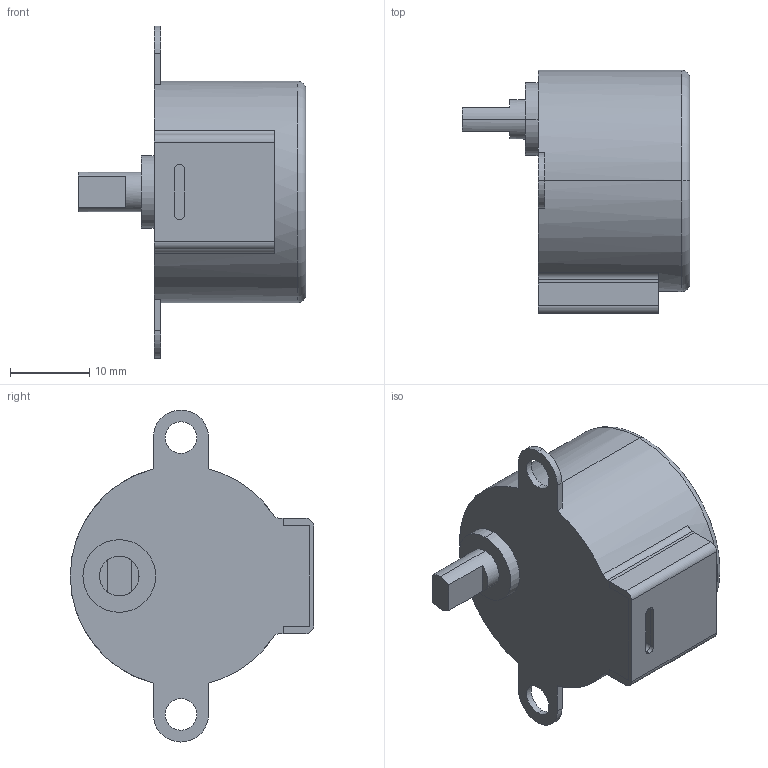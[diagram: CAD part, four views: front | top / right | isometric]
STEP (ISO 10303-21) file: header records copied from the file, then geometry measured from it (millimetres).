
FILE_DESCRIPTION (( 'STEP AP214' ), '1' );
FILE_NAME ('5V DC STEP MOTOR.STEP', '2018-02-08T11:52:45', ( '' ), ( '' ), 'SwSTEP 2.0', 'SolidWorks 2017', '' );
FILE_SCHEMA (( 'AUTOMOTIVE_DESIGN' ));
Length unit declared in the file: millimetre
Products named in the file (1): 5V DC STEP MOTOR
Bounding box: 28.8 x 30.8 x 42 mm (x, y, z)
Volume: 12796.7 mm3; surface area: 4158.5 mm2
Topology: 2 solids, 2 shells, 112 faces, 572 edges, 517 vertices
Faces by surface type: plane 87, cylinder 23, torus 2
Entity records: 9596 total; most frequent: CARTESIAN_POINT 4366, ORIENTED_EDGE 1144, DIRECTION 644, EDGE_CURVE 572, VERTEX_POINT 517, VECTOR 298, LINE 298, B_SPLINE_CURVE_WITH_KNOTS 214
